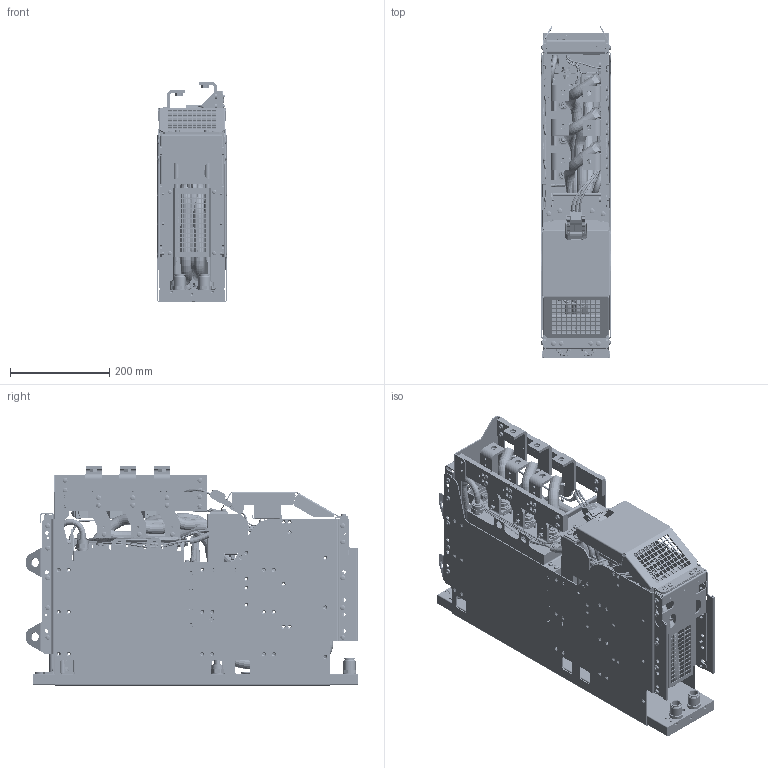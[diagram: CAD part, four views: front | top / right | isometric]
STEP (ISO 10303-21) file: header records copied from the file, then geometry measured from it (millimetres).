
FILE_DESCRIPTION(/* description */ (''),/* implementation_level */ '2;1');
FILE_NAME(/* name */ 'MCAD-OF7U2-M-LC-416A-A1-E00-A.stp',/* time_stamp */ '2022-10-14T15:22:48+03:00',/* author */ (''),/* organization */ (''),/* preprocessor_version */ 'ST-DEVELOPER v16.7',/* originating_system */ 'SIEMENS PLM Software NX 1892',/* authorisation */ '');
FILE_SCHEMA (('AP203_CONFIGURATION_CONTROLLED_3D_DESIGN_OF_MECHANICAL_PARTS_AND_ASSEMBLIES_MIM_LF { 1 0 10303 403 2 1 2}'));
Bounding box: 140 x 669.31 x 443.5 mm (x, y, z)
Volume: 12417377.8 mm3; surface area: 3225304.6 mm2
Topology: 560 solids, 571 shells, 20378 faces, 51828 edges, 34364 vertices
Faces by surface type: plane 15144, cylinder 3712, cone 604, bspline 492, extrusion 241, torus 145, sphere 40
Full cylindrical faces by diameter (mm): 1 x15, 2.5 x17, 2.8 x2, 2.9 x456, 3 x3, 3.131 x3, 3.141 x3, 3.242 x9, 3.3 x7, 3.6 x1, 3.7 x28, 4 x33, 4.1 x17, 4.2 x12, 4.3 x3, 4.5 x33, 4.6 x21, 4.8 x2, 5 x99, 5.2 x8, 5.25 x6, 5.3 x15, 5.38 x3, 5.4 x7, 5.5 x19, 6 x20, 6.1 x4, 6.38 x6, 6.4 x3, 6.5 x13
Entity records: 468559 total; most frequent: CRTPNT 211262, ORNEDG 47760, DRCTN 44661, EDGCRV 23880, VECTOR 18001, LINE 17762, VRTPNT 16278, A2PL3D 13330
